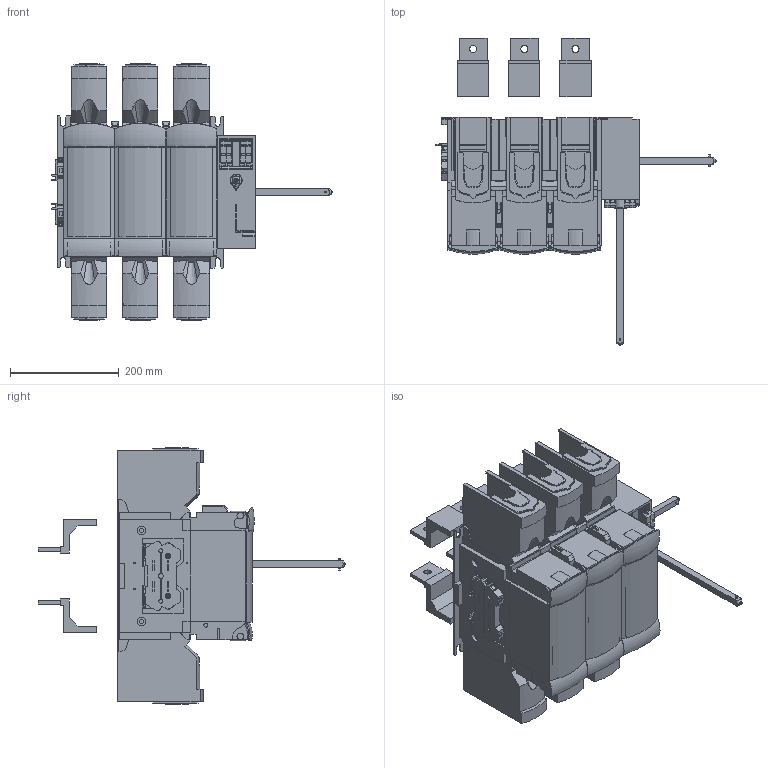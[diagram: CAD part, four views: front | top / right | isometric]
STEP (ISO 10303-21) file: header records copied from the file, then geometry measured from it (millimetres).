
FILE_DESCRIPTION((''),'2;1');
FILE_NAME('R194-L800-1753_ASM','2013-03-01T',('Dhanya'),(''),'PRO/ENGINEER BY PARAMETRIC TECHNOLOGY CORPORATION, 2010140','PRO/ENGINEER BY PARAMETRIC TECHNOLOGY CORPORATION, 2010140','');
FILE_SCHEMA(('CONFIG_CONTROL_DESIGN'));
Length unit declared in the file: millimetre
Products named in the file (37): BREP_WITH_VOIDS_95; BREP_WITH_VOIDS_96; BREP_WITH_VOIDS_97; MANIFOLD_SOLID_BREP_711; MANIFOLD_SOLID_BREP_712; MANIFOLD_SOLID_BREP_713; MANIFOLD_SOLID_BREP_714; MANIFOLD_SOLID_BREP_715; MANIFOLD_SOLID_BREP_716; MANIFOLD_SOLID_BREP_717; MANIFOLD_SOLID_BREP_718; MANIFOLD_SOLID_BREP_719; MANIFOLD_SOLID_BREP_720; MANIFOLD_SOLID_BREP_721; MANIFOLD_SOLID_BREP_722; MANIFOLD_SOLID_BREP_723; MANIFOLD_SOLID_BREP_724; MANIFOLD_SOLID_BREP_725; MANIFOLD_SOLID_BREP_726; MANIFOLD_SOLID_BREP_727; MANIFOLD_SOLID_BREP_728; MANIFOLD_SOLID_BREP_729; MANIFOLD_SOLID_BREP_730; MANIFOLD_SOLID_BREP_731; MANIFOLD_SOLID_BREP_732; MANIFOLD_SOLID_BREP_733; MANIFOLD_SOLID_BREP_734; MANIFOLD_SOLID_BREP_735; MANIFOLD_SOLID_BREP_736; MANIFOLD_SOLID_BREP_737; MANIFOLD_SOLID_BREP_738; MANIFOLD_SOLID_BREP_739; MANIFOLD_SOLID_BREP_740; MANIFOLD_SOLID_BREP_741; MANIFOLD_SOLID_BREP_742; R194-L800-1753_STP_ASM; R194-L800-1753_ASM
Assembly tree (36 placements, depth 3):
  R194-L800-1753_ASM
    R194-L800-1753_STP_ASM
      BREP_WITH_VOIDS_95
      BREP_WITH_VOIDS_96
      BREP_WITH_VOIDS_97
      MANIFOLD_SOLID_BREP_711
      MANIFOLD_SOLID_BREP_712
      MANIFOLD_SOLID_BREP_713
      MANIFOLD_SOLID_BREP_714
      MANIFOLD_SOLID_BREP_715
      MANIFOLD_SOLID_BREP_716
      MANIFOLD_SOLID_BREP_717
      MANIFOLD_SOLID_BREP_718
      MANIFOLD_SOLID_BREP_719
      MANIFOLD_SOLID_BREP_720
      MANIFOLD_SOLID_BREP_721
      MANIFOLD_SOLID_BREP_722
      MANIFOLD_SOLID_BREP_723
      MANIFOLD_SOLID_BREP_724
      MANIFOLD_SOLID_BREP_725
      MANIFOLD_SOLID_BREP_726
      MANIFOLD_SOLID_BREP_727
      MANIFOLD_SOLID_BREP_728
      MANIFOLD_SOLID_BREP_729
      MANIFOLD_SOLID_BREP_730
      MANIFOLD_SOLID_BREP_731
      MANIFOLD_SOLID_BREP_732
      MANIFOLD_SOLID_BREP_733
      MANIFOLD_SOLID_BREP_734
      MANIFOLD_SOLID_BREP_735
      MANIFOLD_SOLID_BREP_736
      MANIFOLD_SOLID_BREP_737
      MANIFOLD_SOLID_BREP_738
      MANIFOLD_SOLID_BREP_739
      MANIFOLD_SOLID_BREP_740
      MANIFOLD_SOLID_BREP_741
      MANIFOLD_SOLID_BREP_742
Bounding box: 515.2 x 565.37 x 470.6 mm (x, y, z)
Volume: 17450311.1 mm3; surface area: 2090156.1 mm2
Topology: 35 solids, 40 shells, 3069 faces, 8892 edges, 5902 vertices
Faces by surface type: plane 2499, cylinder 515, bspline 32, cone 19, torus 2, sphere 2
Entity records: 106335 total; most frequent: CARTESIAN_POINT 23856, ORIENTED_EDGE 17780, DIRECTION 16009, EDGE_CURVE 8890, VECTOR 7287, LINE 7287, VERTEX_POINT 5902, AXIS2_PLACEMENT_3D 4361
